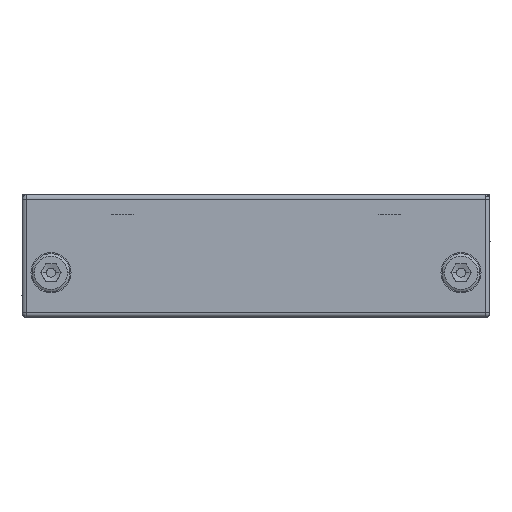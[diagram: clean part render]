
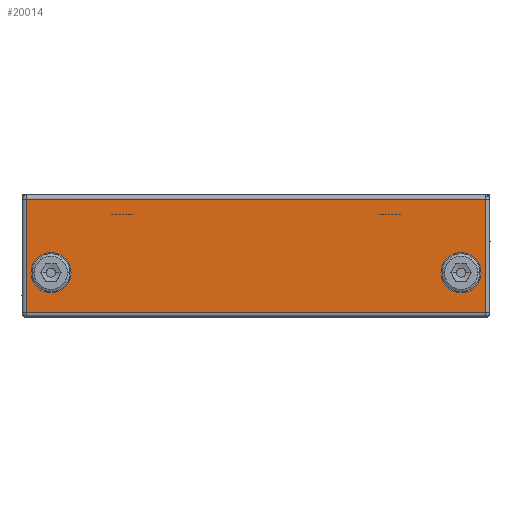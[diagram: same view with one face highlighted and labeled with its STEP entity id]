
A CAD part, left-side view. The second image highlights one B-rep face of the part: STEP entity #20014.
In plain terms, the highlighted planar face has unit normal (-1, 0, 0).
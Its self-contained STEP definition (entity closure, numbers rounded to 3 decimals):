
#18812=CARTESIAN_POINT('',(0.,41.5,10.));
#18813=VERTEX_POINT('',#18812);
#18822=CARTESIAN_POINT('',(0.,50.5,10.));
#18823=VERTEX_POINT('',#18822);
#18824=CARTESIAN_POINT('',(0.,46.0,10.));
#18825=DIRECTION('',(1.0,0.0,0.0));
#18826=DIRECTION('',(0.0,-1.0,0.0));
#18827=AXIS2_PLACEMENT_3D('',#18824,#18825,#18826);
#18828=CIRCLE('',#18827,4.5);
#18829=EDGE_CURVE('',#18823,#18813,#18828,.T.);
#18875=CARTESIAN_POINT('',(0.0,-41.5,10.));
#18876=VERTEX_POINT('',#18875);
#18885=CARTESIAN_POINT('',(0.,-50.5,10.));
#18886=VERTEX_POINT('',#18885);
#18887=CARTESIAN_POINT('',(0.0,-46.0,10.));
#18888=DIRECTION('',(1.0,0.0,0.0));
#18889=DIRECTION('',(0.0,1.0,0.0));
#18890=AXIS2_PLACEMENT_3D('',#18887,#18888,#18889);
#18891=CIRCLE('',#18890,4.5);
#18892=EDGE_CURVE('',#18886,#18876,#18891,.T.);
#19775=CARTESIAN_POINT('',(0.,-51.5,1.0));
#19776=VERTEX_POINT('',#19775);
#19792=CARTESIAN_POINT('',(0.,-51.5,26.5));
#19793=VERTEX_POINT('',#19792);
#19801=CARTESIAN_POINT('',(0.,-51.5,26.5));
#19802=DIRECTION('',(0.0,0.0,-1.0));
#19803=VECTOR('',#19802,25.5);
#19804=LINE('',#19801,#19803);
#19805=EDGE_CURVE('',#19793,#19776,#19804,.T.);
#19824=CARTESIAN_POINT('',(0.,51.5,26.5));
#19825=VERTEX_POINT('',#19824);
#19833=CARTESIAN_POINT('',(0.,51.5,26.5));
#19834=DIRECTION('',(0.0,-1.0,0.0));
#19835=VECTOR('',#19834,103.0);
#19836=LINE('',#19833,#19835);
#19837=EDGE_CURVE('',#19825,#19793,#19836,.T.);
#19855=CARTESIAN_POINT('',(0.,51.5,1.0));
#19856=VERTEX_POINT('',#19855);
#19864=CARTESIAN_POINT('',(0.,51.5,1.0));
#19865=DIRECTION('',(0.0,0.0,1.0));
#19866=VECTOR('',#19865,25.5);
#19867=LINE('',#19864,#19866);
#19868=EDGE_CURVE('',#19856,#19825,#19867,.T.);
#19904=CARTESIAN_POINT('',(0.,-51.5,1.));
#19905=DIRECTION('',(0.0,1.0,0.0));
#19906=VECTOR('',#19905,103.0);
#19907=LINE('',#19904,#19906);
#19908=EDGE_CURVE('',#19776,#19856,#19907,.T.);
#19983=CARTESIAN_POINT('',(0.,0.0,13.75));
#19984=DIRECTION('',(-1.0,0.0,0.0));
#19985=DIRECTION('',(0.0,-1.0,0.0));
#19986=AXIS2_PLACEMENT_3D('',#19983,#19984,#19985);
#19987=PLANE('',#19986);
#19988=ORIENTED_EDGE('',*,*,#19805,.F.);
#19989=ORIENTED_EDGE('',*,*,#19837,.F.);
#19990=ORIENTED_EDGE('',*,*,#19868,.F.);
#19991=ORIENTED_EDGE('',*,*,#19908,.F.);
#19992=EDGE_LOOP('',(#19988,#19989,#19990,#19991));
#19993=FACE_OUTER_BOUND('',#19992,.T.);
#19994=CARTESIAN_POINT('',(0.0,-46.0,10.));
#19995=DIRECTION('',(1.0,0.0,0.0));
#19996=DIRECTION('',(0.0,1.0,0.0));
#19997=AXIS2_PLACEMENT_3D('',#19994,#19995,#19996);
#19998=CIRCLE('',#19997,4.5);
#19999=EDGE_CURVE('',#18876,#18886,#19998,.T.);
#20000=ORIENTED_EDGE('',*,*,#19999,.T.);
#20001=ORIENTED_EDGE('',*,*,#18892,.T.);
#20002=EDGE_LOOP('',(#20000,#20001));
#20003=FACE_BOUND('',#20002,.T.);
#20004=CARTESIAN_POINT('',(0.,46.0,10.));
#20005=DIRECTION('',(1.0,0.0,0.0));
#20006=DIRECTION('',(0.0,-1.0,0.0));
#20007=AXIS2_PLACEMENT_3D('',#20004,#20005,#20006);
#20008=CIRCLE('',#20007,4.5);
#20009=EDGE_CURVE('',#18813,#18823,#20008,.T.);
#20010=ORIENTED_EDGE('',*,*,#20009,.T.);
#20011=ORIENTED_EDGE('',*,*,#18829,.T.);
#20012=EDGE_LOOP('',(#20010,#20011));
#20013=FACE_BOUND('',#20012,.T.);
#20014=ADVANCED_FACE('',(#19993,#20003,#20013),#19987,.T.);
